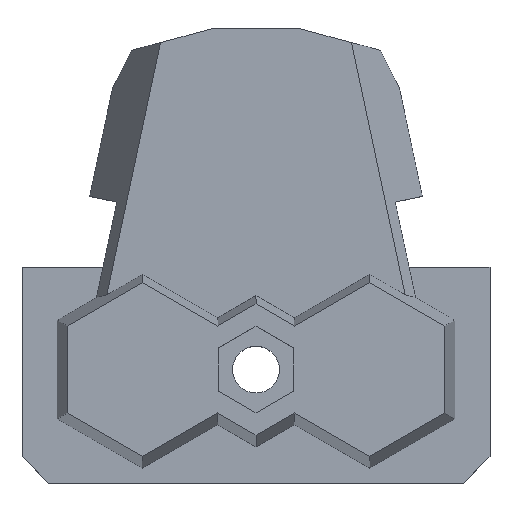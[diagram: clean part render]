
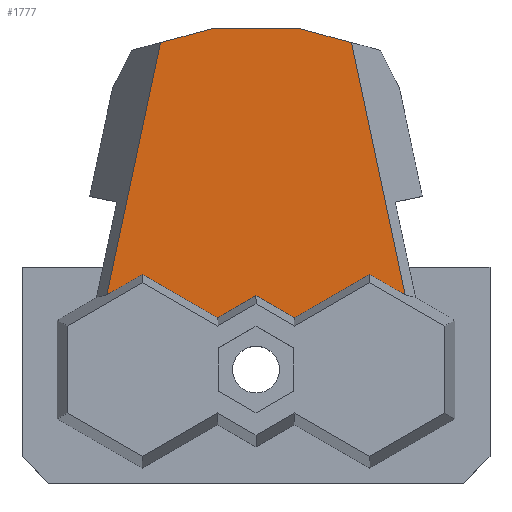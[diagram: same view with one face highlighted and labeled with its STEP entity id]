
A CAD part, top view. The second image highlights one B-rep face of the part: STEP entity #1777.
In plain terms, the highlighted planar face has unit normal (0, 0, 1).
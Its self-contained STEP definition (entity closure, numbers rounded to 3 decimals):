
#66=FACE_OUTER_BOUND('',#162,.T.);
#162=EDGE_LOOP('',(#1256,#1257,#1258,#1259,#1260,#1261,#1262,#1263,#1264,
#1265,#1266));
#291=LINE('',#2585,#525);
#296=LINE('',#2594,#530);
#297=LINE('',#2600,#531);
#311=LINE('',#2628,#545);
#313=LINE('',#2633,#547);
#314=LINE('',#2635,#548);
#315=LINE('',#2637,#549);
#316=LINE('',#2639,#550);
#317=LINE('',#2640,#551);
#318=LINE('',#2642,#552);
#319=LINE('',#2643,#553);
#525=VECTOR('',#2082,10.);
#530=VECTOR('',#2089,10.);
#531=VECTOR('',#2096,10.);
#545=VECTOR('',#2114,10.);
#547=VECTOR('',#2118,10.);
#548=VECTOR('',#2119,10.);
#549=VECTOR('',#2120,10.);
#550=VECTOR('',#2121,10.);
#551=VECTOR('',#2122,10.);
#552=VECTOR('',#2123,10.);
#553=VECTOR('',#2124,10.);
#758=VERTEX_POINT('',#2582);
#759=VERTEX_POINT('',#2584);
#761=VERTEX_POINT('',#2590);
#764=VERTEX_POINT('',#2599);
#776=VERTEX_POINT('',#2627);
#777=VERTEX_POINT('',#2631);
#778=VERTEX_POINT('',#2632);
#779=VERTEX_POINT('',#2634);
#780=VERTEX_POINT('',#2636);
#781=VERTEX_POINT('',#2638);
#782=VERTEX_POINT('',#2641);
#940=EDGE_CURVE('',#759,#758,#291,.F.);
#945=EDGE_CURVE('',#761,#759,#296,.F.);
#947=EDGE_CURVE('',#764,#761,#297,.F.);
#961=EDGE_CURVE('',#776,#758,#311,.T.);
#963=EDGE_CURVE('',#777,#778,#313,.T.);
#964=EDGE_CURVE('',#778,#779,#314,.T.);
#965=EDGE_CURVE('',#779,#780,#315,.T.);
#966=EDGE_CURVE('',#780,#781,#316,.T.);
#967=EDGE_CURVE('',#764,#781,#317,.T.);
#968=EDGE_CURVE('',#782,#776,#318,.T.);
#969=EDGE_CURVE('',#777,#782,#319,.T.);
#1256=ORIENTED_EDGE('',*,*,#963,.T.);
#1257=ORIENTED_EDGE('',*,*,#964,.T.);
#1258=ORIENTED_EDGE('',*,*,#965,.T.);
#1259=ORIENTED_EDGE('',*,*,#966,.T.);
#1260=ORIENTED_EDGE('',*,*,#967,.F.);
#1261=ORIENTED_EDGE('',*,*,#947,.T.);
#1262=ORIENTED_EDGE('',*,*,#945,.T.);
#1263=ORIENTED_EDGE('',*,*,#940,.T.);
#1264=ORIENTED_EDGE('',*,*,#961,.F.);
#1265=ORIENTED_EDGE('',*,*,#968,.F.);
#1266=ORIENTED_EDGE('',*,*,#969,.F.);
#1692=PLANE('',#1901);
#1777=ADVANCED_FACE('',(#66),#1692,.T.);
#1901=AXIS2_PLACEMENT_3D('',#2630,#2116,#2117);
#2082=DIRECTION('',(-0.866,0.5,0.));
#2089=DIRECTION('',(-0.866,-0.5,0.));
#2096=DIRECTION('',(-0.866,0.5,0.));
#2114=DIRECTION('',(-0.866,-0.5,0.));
#2116=DIRECTION('center_axis',(0.,0.,1.));
#2117=DIRECTION('ref_axis',(1.,0.,0.));
#2118=DIRECTION('',(-0.966,0.259,0.));
#2119=DIRECTION('',(-1.,0.,0.));
#2120=DIRECTION('',(-0.966,-0.259,0.));
#2121=DIRECTION('',(-0.208,-0.978,0.));
#2122=DIRECTION('',(-0.866,-0.5,0.));
#2123=DIRECTION('',(-0.866,0.5,0.));
#2124=DIRECTION('',(0.208,-0.978,0.));
#2582=CARTESIAN_POINT('',(2.871,3.861,5.5));
#2584=CARTESIAN_POINT('',(0.,5.518,5.5));
#2585=CARTESIAN_POINT('',(4.374,2.993,5.5));
#2590=CARTESIAN_POINT('',(-2.871,3.861,5.5));
#2594=CARTESIAN_POINT('',(-2.939,3.822,5.5));
#2599=CARTESIAN_POINT('',(-8.5,7.111,5.5));
#2600=CARTESIAN_POINT('',(0.786,1.75,5.5));
#2627=CARTESIAN_POINT('',(8.5,7.111,5.5));
#2628=CARTESIAN_POINT('',(10.451,8.237,5.5));
#2630=CARTESIAN_POINT('Origin',(0.,-7.444,
5.5));
#2631=CARTESIAN_POINT('',(7.138,24.458,5.5));
#2632=CARTESIAN_POINT('',(3.25,25.5,5.5));
#2633=CARTESIAN_POINT('',(8.875,23.993,5.5));
#2634=CARTESIAN_POINT('',(-3.25,25.5,5.5));
#2635=CARTESIAN_POINT('',(4.979,25.5,5.5));
#2636=CARTESIAN_POINT('',(-7.138,24.458,5.5));
#2637=CARTESIAN_POINT('',(-8.875,23.993,5.5));
#2638=CARTESIAN_POINT('',(-11.15,5.581,5.5));
#2639=CARTESIAN_POINT('',(-8.388,18.575,5.5));
#2640=CARTESIAN_POINT('',(-5.83,8.653,5.5));
#2641=CARTESIAN_POINT('',(11.15,5.581,5.5));
#2642=CARTESIAN_POINT('',(8.644,7.028,5.5));
#2643=CARTESIAN_POINT('',(8.388,18.575,5.5));
